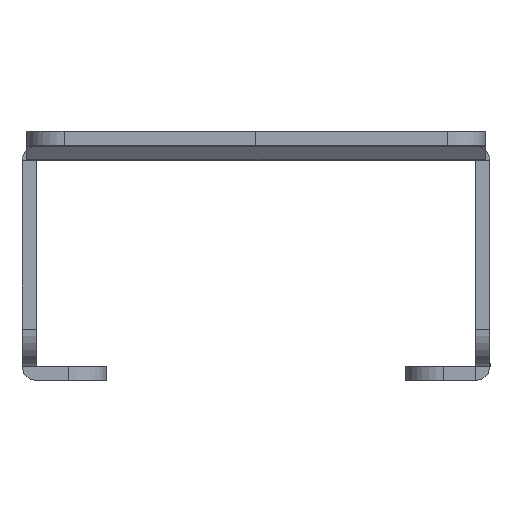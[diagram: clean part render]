
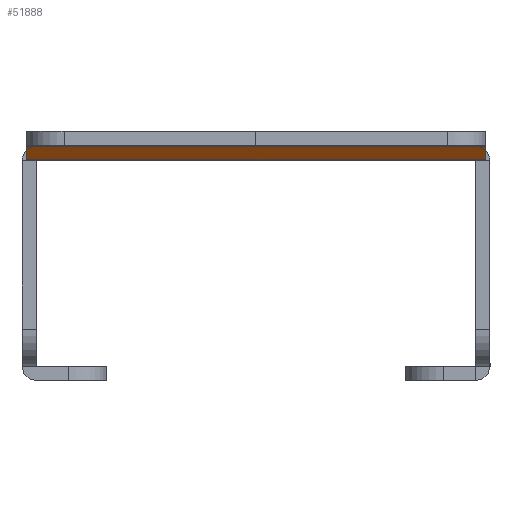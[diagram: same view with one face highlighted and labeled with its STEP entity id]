
A CAD part, left-side view. The second image highlights one B-rep face of the part: STEP entity #51888.
In plain terms, the highlighted planar face has unit normal (-0.342, 0, -0.94).
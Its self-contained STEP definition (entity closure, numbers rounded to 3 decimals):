
#5444 = ORIENTED_EDGE ( 'NONE', *, *, #49790, .F. ) ;
#5445 = ORIENTED_EDGE ( 'NONE', *, *, #49787, .T. ) ;
#5446 = ORIENTED_EDGE ( 'NONE', *, *, #49779, .F. ) ;
#5447 = ORIENTED_EDGE ( 'NONE', *, *, #49781, .T. ) ;
#31589 = CARTESIAN_POINT ( 'NONE',  ( -1044.025, -24.5, 0.091 ) ) ;
#31592 = DIRECTION ( 'NONE',  ( 0., 1., 0. ) ) ;
#31593 = CARTESIAN_POINT ( 'NONE',  ( -1048.252, -24.5, 1.63 ) ) ;
#31596 = DIRECTION ( 'NONE',  ( -0.94, 0., 0.342 ) ) ;
#31603 = CARTESIAN_POINT ( 'NONE',  ( -1048.25, 24.5, 1.629 ) ) ;
#31607 = CARTESIAN_POINT ( 'NONE',  ( -1044.023, 24.5, 0.09 ) ) ;
#31608 = DIRECTION ( 'NONE',  ( 0.94, 0., -0.342 ) ) ;
#31614 = DIRECTION ( 'NONE',  ( 0., -1., 0. ) ) ;
#32403 = LINE ( 'NONE', #31589, #32421 ) ;
#32420 = LINE ( 'NONE', #31593, #32425 ) ;
#32421 = VECTOR ( 'NONE', #31592, 1000. ) ;
#32425 = VECTOR ( 'NONE', #31596, 1000. ) ;
#32430 = LINE ( 'NONE', #31603, #32443 ) ;
#32437 = LINE ( 'NONE', #31607, #32438 ) ;
#32438 = VECTOR ( 'NONE', #31608, 1000. ) ;
#32443 = VECTOR ( 'NONE', #31614, 1000. ) ;
#36999 = CARTESIAN_POINT ( 'NONE',  ( -1044.023, -24.5, 0.09 ) ) ;
#37004 = PLANE ( 'NONE',  #38187 ) ;
#37009 = DIRECTION ( 'NONE',  ( 0.342, 0., 0.94 ) ) ;
#37010 = DIRECTION ( 'NONE',  ( 0.94, 0., -0.342 ) ) ;
#37810 = FACE_OUTER_BOUND ( 'NONE', #50732, .T. ) ;
#38187 = AXIS2_PLACEMENT_3D ( 'NONE', #36999, #37009, #37010 ) ;
#39919 = CARTESIAN_POINT ( 'NONE',  ( -1048.25, -24.5, 1.629 ) ) ;
#39921 = CARTESIAN_POINT ( 'NONE',  ( -1044.025, -24.5, 0.091 ) ) ;
#39923 = CARTESIAN_POINT ( 'NONE',  ( -1048.25, 24.5, 1.629 ) ) ;
#39926 = CARTESIAN_POINT ( 'NONE',  ( -1044.025, 24.5, 0.091 ) ) ;
#49779 = EDGE_CURVE ( 'NONE', #53077, #53082, #32403, .T. ) ;
#49781 = EDGE_CURVE ( 'NONE', #53077, #53075, #32420, .T. ) ;
#49787 = EDGE_CURVE ( 'NONE', #53079, #53082, #32437, .T. ) ;
#49790 = EDGE_CURVE ( 'NONE', #53079, #53075, #32430, .T. ) ;
#50732 = EDGE_LOOP ( 'NONE', ( #5444, #5445, #5446, #5447 ) ) ;
#51888 = ADVANCED_FACE ( 'NONE', ( #37810 ), #37004, .F. ) ;
#53075 = VERTEX_POINT ( 'NONE', #39919 ) ;
#53077 = VERTEX_POINT ( 'NONE', #39921 ) ;
#53079 = VERTEX_POINT ( 'NONE', #39923 ) ;
#53082 = VERTEX_POINT ( 'NONE', #39926 ) ;
